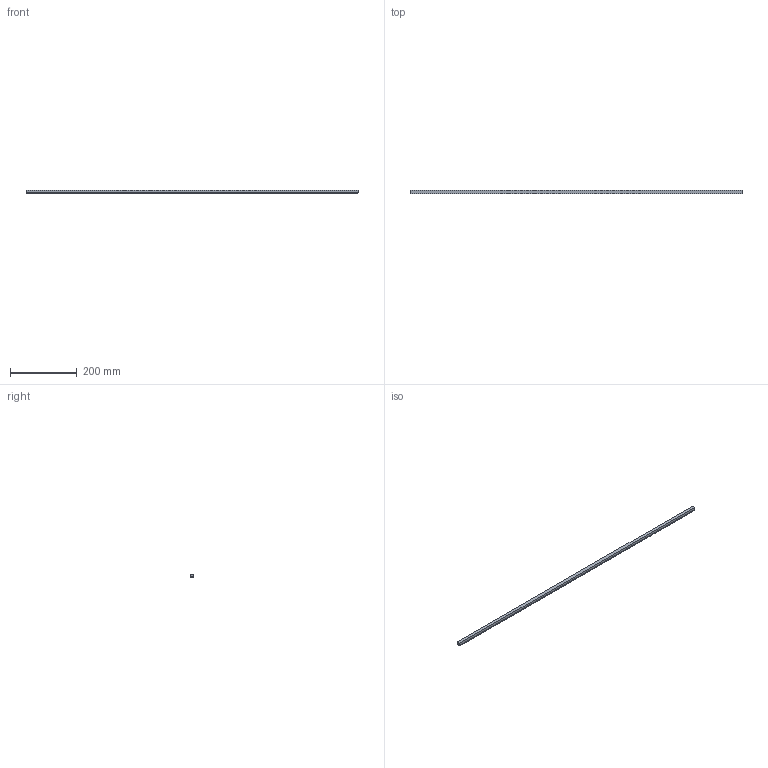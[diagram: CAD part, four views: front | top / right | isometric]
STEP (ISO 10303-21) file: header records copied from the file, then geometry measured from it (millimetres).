
FILE_DESCRIPTION(('STEP AP214'),'1');
FILE_NAME('146-010-010.stp','2017-10-09T07:39:37',('TraceParts'),('TraceParts S.A.'),'Spatial InterOp 3D',' ',' ');
FILE_SCHEMA(('automotive_design'));
Length unit declared in the file: millimetre
Products named in the file (1): 146-010-010
Bounding box: 998.54 x 10 x 9.8 mm (x, y, z)
Volume: 87280.1 mm3; surface area: 47597.9 mm2
Topology: 1 solids, 1 shells, 1278 faces, 3828 edges, 2552 vertices
Faces by surface type: plane 1278
Entity records: 52381 total; most frequent: CARTESIAN_POINT 7659, ORIENTED_EDGE 7656, DIRECTION 6386, EDGE_CURVE 3828, LINE 3828, VECTOR 3828, VERTEX_POINT 2552, STYLED_ITEM 1279
